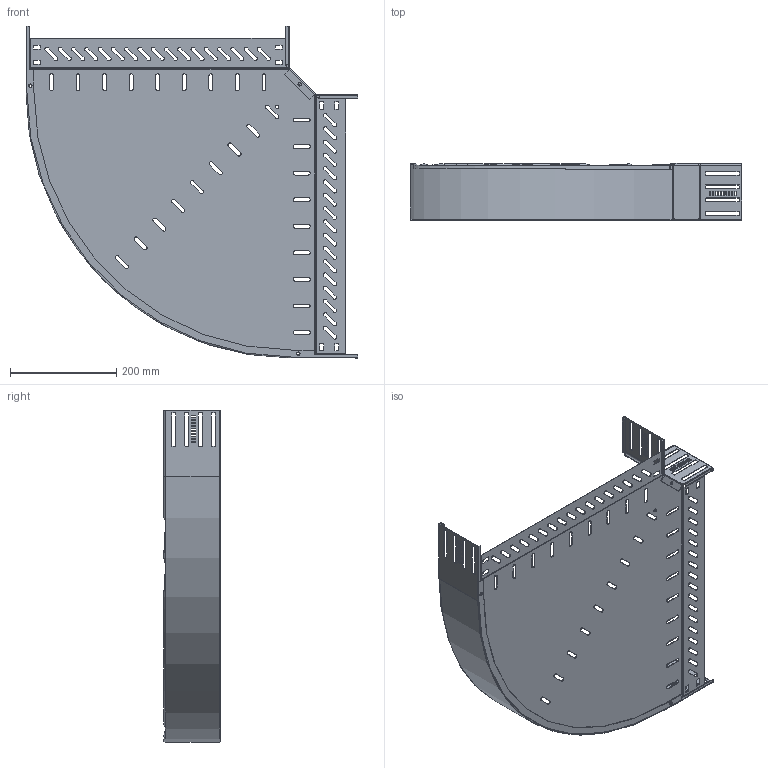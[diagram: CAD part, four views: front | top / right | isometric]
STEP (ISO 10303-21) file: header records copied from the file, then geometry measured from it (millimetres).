
FILE_DESCRIPTION (( 'STEP AP214' ), '1' );
FILE_NAME ('6036810.STEP', '2024-05-27T08:32:38', ( '' ), ( '' ), 'SwSTEP 2.0', 'SolidWorks 2022', '' );
FILE_SCHEMA (( 'AUTOMOTIVE_DESIGN' ));
Length unit declared in the file: millimetre
Products named in the file (4): 167734_500; 181511_500; 167655_110x90°; 6036810
Assembly tree (3 placements, depth 2):
  6036810
    167734_500
    181511_500
    167655_110x90°
Bounding box: 625 x 107 x 625 mm (x, y, z)
Volume: 476000.4 mm3; surface area: 889001.7 mm2
Topology: 3 solids, 3 shells, 834 faces, 2360 edges, 1532 vertices
Faces by surface type: plane 474, cylinder 348, bspline 8, torus 4
Entity records: 27948 total; most frequent: CARTESIAN_POINT 5084, ORIENTED_EDGE 4720, DIRECTION 4658, EDGE_CURVE 2360, LINE 1646, VECTOR 1646, VERTEX_POINT 1532, AXIS2_PLACEMENT_3D 1506
